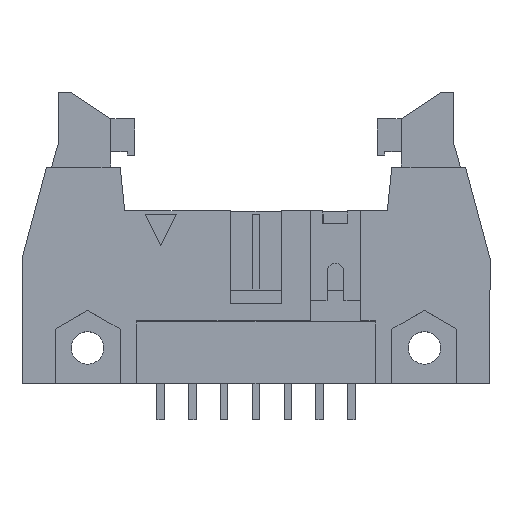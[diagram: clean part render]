
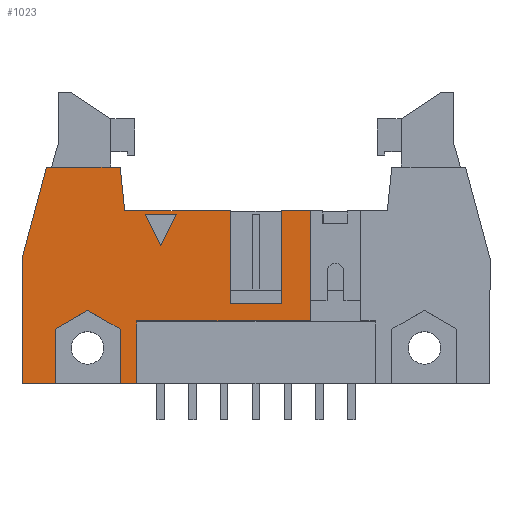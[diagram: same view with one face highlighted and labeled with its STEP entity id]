
A CAD part, top view. The second image highlights one B-rep face of the part: STEP entity #1023.
In plain terms, the highlighted planar face has unit normal (0, 0, 1).
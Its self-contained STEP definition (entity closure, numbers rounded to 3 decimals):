
#780=FACE_BOUND('',#1750,.T.);
#781=FACE_BOUND('',#1751,.T.);
#1023=ADVANCED_FACE('',(#780,#781),#1259,.T.);
#1259=PLANE('',#5435);
#1750=EDGE_LOOP('',(#2751,#2752,#2753));
#1751=EDGE_LOOP('',(#2754,#2755,#2756,#2757,#2758,#2759,#2760,#2761,#2762,
#2763,#2764,#2765,#2766,#2767,#2768,#2769,#2770,#2771));
#2751=ORIENTED_EDGE('',*,*,#3801,.T.);
#2752=ORIENTED_EDGE('',*,*,#3794,.T.);
#2753=ORIENTED_EDGE('',*,*,#3798,.T.);
#2754=ORIENTED_EDGE('',*,*,#3959,.T.);
#2755=ORIENTED_EDGE('',*,*,#3957,.F.);
#2756=ORIENTED_EDGE('',*,*,#3960,.T.);
#2757=ORIENTED_EDGE('',*,*,#3935,.T.);
#2758=ORIENTED_EDGE('',*,*,#3961,.T.);
#2759=ORIENTED_EDGE('',*,*,#3931,.F.);
#2760=ORIENTED_EDGE('',*,*,#3927,.F.);
#2761=ORIENTED_EDGE('',*,*,#3962,.F.);
#2762=ORIENTED_EDGE('',*,*,#3923,.F.);
#2763=ORIENTED_EDGE('',*,*,#3860,.F.);
#2764=ORIENTED_EDGE('',*,*,#3909,.F.);
#2765=ORIENTED_EDGE('',*,*,#3871,.T.);
#2766=ORIENTED_EDGE('',*,*,#3873,.T.);
#2767=ORIENTED_EDGE('',*,*,#3875,.T.);
#2768=ORIENTED_EDGE('',*,*,#3877,.T.);
#2769=ORIENTED_EDGE('',*,*,#3908,.F.);
#2770=ORIENTED_EDGE('',*,*,#3963,.T.);
#2771=ORIENTED_EDGE('',*,*,#3964,.T.);
#3265=VERTEX_POINT('',#7355);
#3266=VERTEX_POINT('',#7357);
#3268=VERTEX_POINT('',#7363);
#3312=VERTEX_POINT('',#7497);
#3313=VERTEX_POINT('',#7499);
#3321=VERTEX_POINT('',#7519);
#3322=VERTEX_POINT('',#7521);
#3323=VERTEX_POINT('',#7525);
#3324=VERTEX_POINT('',#7529);
#3325=VERTEX_POINT('',#7533);
#3349=VERTEX_POINT('',#7597);
#3357=VERTEX_POINT('',#7626);
#3360=VERTEX_POINT('',#7633);
#3361=VERTEX_POINT('',#7635);
#3362=VERTEX_POINT('',#7639);
#3364=VERTEX_POINT('',#7645);
#3367=VERTEX_POINT('',#7650);
#3384=VERTEX_POINT('',#7695);
#3385=VERTEX_POINT('',#7697);
#3386=VERTEX_POINT('',#7701);
#3387=VERTEX_POINT('',#7706);
#3794=EDGE_CURVE('',#3266,#3265,#4401,.T.);
#3798=EDGE_CURVE('',#3265,#3268,#4405,.T.);
#3801=EDGE_CURVE('',#3268,#3266,#4408,.T.);
#3860=EDGE_CURVE('',#3312,#3313,#4463,.T.);
#3871=EDGE_CURVE('',#3321,#3322,#4472,.T.);
#3873=EDGE_CURVE('',#3322,#3323,#4474,.T.);
#3875=EDGE_CURVE('',#3323,#3324,#4476,.T.);
#3877=EDGE_CURVE('',#3324,#3325,#4478,.T.);
#3908=EDGE_CURVE('',#3349,#3325,#4507,.T.);
#3909=EDGE_CURVE('',#3321,#3312,#4508,.T.);
#3923=EDGE_CURVE('',#3313,#3357,#4522,.T.);
#3927=EDGE_CURVE('',#3360,#3361,#4526,.T.);
#3931=EDGE_CURVE('',#3361,#3362,#4530,.T.);
#3935=EDGE_CURVE('',#3364,#3367,#4534,.T.);
#3957=EDGE_CURVE('',#3384,#3385,#4556,.T.);
#3959=EDGE_CURVE('',#3386,#3385,#4558,.T.);
#3960=EDGE_CURVE('',#3384,#3364,#4559,.T.);
#3961=EDGE_CURVE('',#3367,#3362,#4560,.T.);
#3962=EDGE_CURVE('',#3357,#3360,#4561,.T.);
#3963=EDGE_CURVE('',#3349,#3387,#4562,.T.);
#3964=EDGE_CURVE('',#3387,#3386,#4563,.T.);
#4401=LINE('',#7356,#4998);
#4405=LINE('',#7365,#5002);
#4408=LINE('',#7370,#5005);
#4463=LINE('',#7498,#5060);
#4472=LINE('',#7522,#5069);
#4474=LINE('',#7526,#5071);
#4476=LINE('',#7530,#5073);
#4478=LINE('',#7534,#5075);
#4507=LINE('',#7598,#5104);
#4508=LINE('',#7599,#5105);
#4522=LINE('',#7625,#5119);
#4526=LINE('',#7634,#5123);
#4530=LINE('',#7642,#5127);
#4534=LINE('',#7651,#5131);
#4556=LINE('',#7696,#5153);
#4558=LINE('',#7700,#5155);
#4559=LINE('',#7702,#5156);
#4560=LINE('',#7703,#5157);
#4561=LINE('',#7704,#5158);
#4562=LINE('',#7705,#5159);
#4563=LINE('',#7707,#5160);
#4998=VECTOR('',#6154,1.);
#5002=VECTOR('',#6160,1.);
#5005=VECTOR('',#6167,1.);
#5060=VECTOR('',#6282,1.);
#5069=VECTOR('',#6301,1.);
#5071=VECTOR('',#6305,1.);
#5073=VECTOR('',#6309,1.);
#5075=VECTOR('',#6313,1.);
#5104=VECTOR('',#6364,1.);
#5105=VECTOR('',#6365,1.);
#5119=VECTOR('',#6389,1.);
#5123=VECTOR('',#6395,1.);
#5127=VECTOR('',#6401,1.);
#5131=VECTOR('',#6407,1.);
#5153=VECTOR('',#6441,1.);
#5155=VECTOR('',#6445,1.);
#5156=VECTOR('',#6446,1.);
#5157=VECTOR('',#6447,1.);
#5158=VECTOR('',#6448,1.);
#5159=VECTOR('',#6449,1.);
#5160=VECTOR('',#6450,1.);
#5435=AXIS2_PLACEMENT_3D('',#7708,#6451,#6452);
#6154=DIRECTION('',(-0.447,-0.894,0.));
#6160=DIRECTION('',(-0.447,0.894,0.));
#6167=DIRECTION('',(1.,0.,0.));
#6282=DIRECTION('',(0.,1.,0.));
#6301=DIRECTION('',(0.,1.,0.));
#6305=DIRECTION('',(0.866,0.5,0.));
#6309=DIRECTION('',(0.866,-0.5,0.));
#6313=DIRECTION('',(0.,-1.,0.));
#6364=DIRECTION('',(-1.,0.,0.));
#6365=DIRECTION('',(-1.,0.,0.));
#6389=DIRECTION('',(0.259,0.966,0.));
#6395=DIRECTION('',(0.103,-0.995,0.));
#6401=DIRECTION('',(1.,0.,0.));
#6407=DIRECTION('',(-1.,0.,0.));
#6441=DIRECTION('',(1.,0.,0.));
#6445=DIRECTION('',(0.,1.,0.));
#6446=DIRECTION('',(0.,-1.,0.));
#6447=DIRECTION('',(0.,1.,0.));
#6448=DIRECTION('',(1.,0.,0.));
#6449=DIRECTION('',(0.,1.,0.));
#6450=DIRECTION('',(1.,0.,0.));
#6451=DIRECTION('',(0.,0.,1.));
#6452=DIRECTION('',(1.,0.,0.));
#7355=CARTESIAN_POINT('',(-20.493,13.59,8.5));
#7356=CARTESIAN_POINT('',(-19.243,16.09,8.5));
#7357=CARTESIAN_POINT('',(-19.243,16.09,8.5));
#7363=CARTESIAN_POINT('',(-21.743,16.09,8.5));
#7365=CARTESIAN_POINT('',(-20.493,13.59,8.5));
#7370=CARTESIAN_POINT('',(-21.743,16.09,8.5));
#7497=CARTESIAN_POINT('',(-31.573,2.59,8.5));
#7498=CARTESIAN_POINT('',(-31.573,2.59,8.5));
#7499=CARTESIAN_POINT('',(-31.573,12.59,8.5));
#7519=CARTESIAN_POINT('',(-28.933,2.59,8.5));
#7521=CARTESIAN_POINT('',(-28.933,6.945,8.5));
#7522=CARTESIAN_POINT('',(-28.933,2.59,8.5));
#7525=CARTESIAN_POINT('',(-26.333,8.446,8.5));
#7526=CARTESIAN_POINT('',(-28.933,6.945,8.5));
#7529=CARTESIAN_POINT('',(-23.733,6.945,8.5));
#7530=CARTESIAN_POINT('',(-26.333,8.446,8.5));
#7533=CARTESIAN_POINT('',(-23.733,2.59,8.5));
#7534=CARTESIAN_POINT('',(-23.733,6.945,8.5));
#7597=CARTESIAN_POINT('',(-22.413,2.59,8.5));
#7598=CARTESIAN_POINT('',(-22.413,2.59,8.5));
#7599=CARTESIAN_POINT('',(-28.933,2.59,8.5));
#7625=CARTESIAN_POINT('',(-31.573,12.59,8.5));
#7626=CARTESIAN_POINT('',(-29.617,19.89,8.5));
#7633=CARTESIAN_POINT('',(-23.728,19.89,8.5));
#7634=CARTESIAN_POINT('',(-23.728,19.89,8.5));
#7635=CARTESIAN_POINT('',(-23.364,16.39,8.5));
#7639=CARTESIAN_POINT('',(-14.923,16.39,8.5));
#7642=CARTESIAN_POINT('',(-23.364,16.39,8.5));
#7645=CARTESIAN_POINT('',(-10.823,8.99,8.5));
#7650=CARTESIAN_POINT('',(-14.923,8.99,8.5));
#7651=CARTESIAN_POINT('',(-10.823,8.99,8.5));
#7695=CARTESIAN_POINT('',(-10.823,16.39,8.5));
#7696=CARTESIAN_POINT('',(-10.823,16.39,8.5));
#7697=CARTESIAN_POINT('',(-8.523,16.39,8.5));
#7700=CARTESIAN_POINT('',(-8.523,7.59,8.5));
#7701=CARTESIAN_POINT('',(-8.523,7.59,8.5));
#7702=CARTESIAN_POINT('',(-10.823,16.39,8.5));
#7703=CARTESIAN_POINT('',(-14.923,8.99,8.5));
#7704=CARTESIAN_POINT('',(-29.617,19.89,8.5));
#7705=CARTESIAN_POINT('',(-22.413,2.59,8.5));
#7706=CARTESIAN_POINT('',(-22.413,7.59,8.5));
#7707=CARTESIAN_POINT('',(-22.413,7.59,8.5));
#7708=CARTESIAN_POINT('',(-33.443,1.725,8.5));
